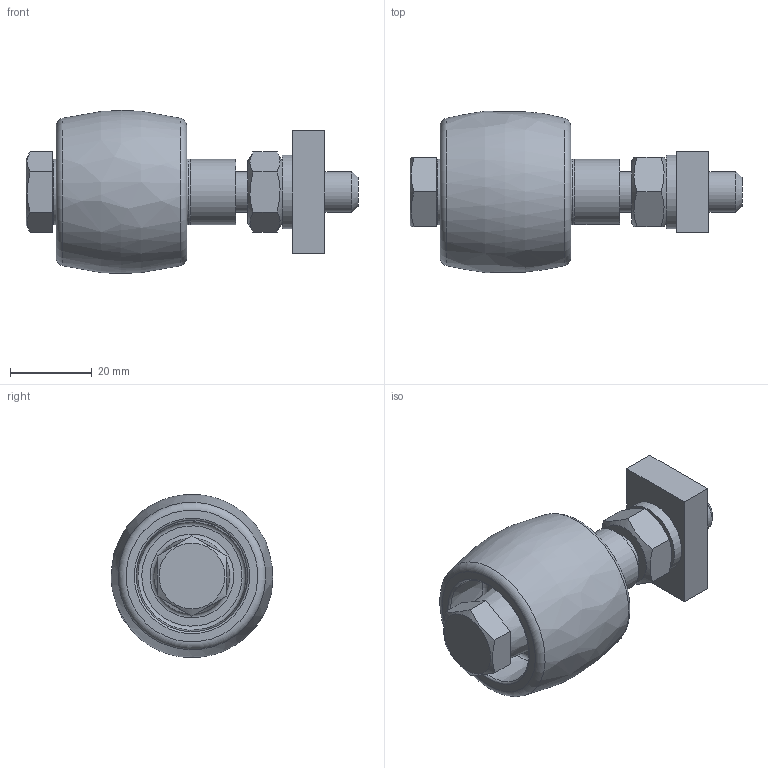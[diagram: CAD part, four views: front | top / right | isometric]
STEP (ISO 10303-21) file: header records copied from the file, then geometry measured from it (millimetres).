
FILE_DESCRIPTION(('STEP AP203'), '1');
FILE_NAME('ÐË042.06.00.000 Ðîëèê ðåçèíîâûé (ÎÁ)', '2015-09-25T04:45:17', ('Windows User'), ('ÐÎËÒÝÊ'), 'ASCON STEP Converter 1.3', 'ASCON Math Kernel', '');
FILE_SCHEMA(('CONFIG_CONTROL_DESIGN'));
Length unit declared in the file: millimetre
Products named in the file (1): 倓040.06.00.0002
Bounding box: 81.4 x 39.52 x 39.98 mm (x, y, z)
Volume: 41448.9 mm3; surface area: 15830.8 mm2
Topology: 1 solids, 2 shells, 59 faces, 117 edges, 73 vertices
Faces by surface type: plane 31, torus 11, cone 10, cylinder 6, bspline 1
Full cylindrical faces by diameter (mm): 10 x3, 11 x1, 16 x1, 18 x1
Entity records: 2157 total; most frequent: CARTESIAN_POINT 1005, DIRECTION 230, ORIENTED_EDGE 178, AXIS2_PLACEMENT_3D 100, EDGE_LOOP 100, EDGE_CURVE 89, VERTEX_POINT 73, ADVANCED_FACE 59
